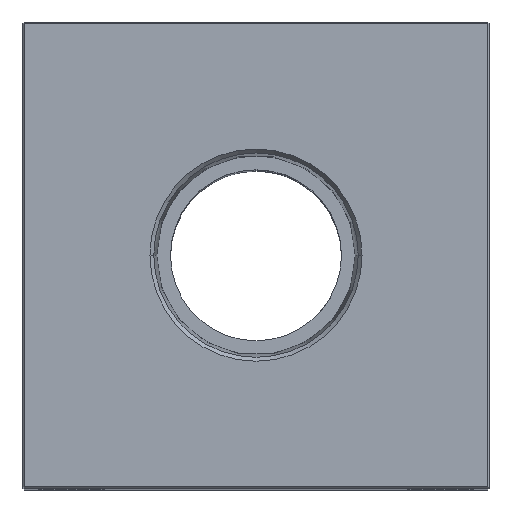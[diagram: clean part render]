
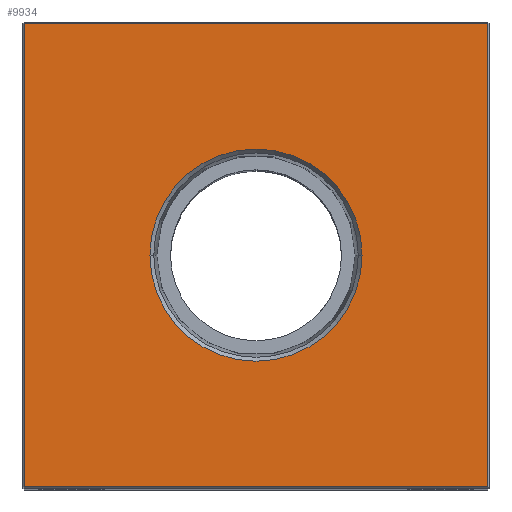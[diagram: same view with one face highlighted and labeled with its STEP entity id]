
A CAD part, top view. The second image highlights one B-rep face of the part: STEP entity #9934.
In plain terms, the highlighted planar face has unit normal (0, 0, 1).
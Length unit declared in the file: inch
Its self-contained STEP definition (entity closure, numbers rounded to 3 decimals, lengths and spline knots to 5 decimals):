
#1117 = CARTESIAN_POINT ( 'NONE',  ( 0., 1.49, 6.25 ) ) ;
#1604 = PLANE ( 'NONE',  #29437 ) ;
#1614 = ORIENTED_EDGE ( 'NONE', *, *, #16090, .T. ) ;
#2343 = CARTESIAN_POINT ( 'NONE',  ( -0.68248, 0., 6.25 ) ) ;
#3496 = CARTESIAN_POINT ( 'NONE',  ( 1.49, 0., 6.25 ) ) ;
#4235 = CARTESIAN_POINT ( 'NONE',  ( -1.49, 0., 6.25 ) ) ;
#4257 = LINE ( 'NONE', #3496, #10917 ) ;
#4394 = CARTESIAN_POINT ( 'NONE',  ( 0., 0., 6.25 ) ) ;
#5558 = ORIENTED_EDGE ( 'NONE', *, *, #24733, .F. ) ;
#6441 = EDGE_CURVE ( 'NONE', #8794, #9488, #4257, .T. ) ;
#6876 = DIRECTION ( 'NONE',  ( -1., 0., 0. ) ) ;
#7005 = VERTEX_POINT ( 'NONE', #30884 ) ;
#7311 = EDGE_CURVE ( 'NONE', #12141, #8794, #16859, .T. ) ;
#8525 = VECTOR ( 'NONE', #31012, 39.37008 ) ;
#8794 = VERTEX_POINT ( 'NONE', #17805 ) ;
#9270 = DIRECTION ( 'NONE',  ( 0., -1., 0. ) ) ;
#9296 = LINE ( 'NONE', #1117, #8525 ) ;
#9488 = VERTEX_POINT ( 'NONE', #18317 ) ;
#9934 = ADVANCED_FACE ( 'NONE', ( #25259, #18578 ), #1604, .F. ) ;
#10917 = VECTOR ( 'NONE', #31027, 39.37008 ) ;
#11584 = AXIS2_PLACEMENT_3D ( 'NONE', #27474, #12423, #29964 ) ;
#12141 = VERTEX_POINT ( 'NONE', #30904 ) ;
#12423 = DIRECTION ( 'NONE',  ( 0., 0., 1. ) ) ;
#12582 = AXIS2_PLACEMENT_3D ( 'NONE', #13997, #31496, #16553 ) ;
#13006 = VERTEX_POINT ( 'NONE', #29816 ) ;
#13997 = CARTESIAN_POINT ( 'NONE',  ( 0., 0., 6.25 ) ) ;
#14739 = CIRCLE ( 'NONE', #12582, 0.68248 ) ;
#16071 = VECTOR ( 'NONE', #19421, 39.37008 ) ;
#16090 = EDGE_CURVE ( 'NONE', #9488, #7005, #9296, .T. ) ;
#16553 = DIRECTION ( 'NONE',  ( 1., 0., 0. ) ) ;
#16859 = LINE ( 'NONE', #32548, #16071 ) ;
#16930 = ORIENTED_EDGE ( 'NONE', *, *, #29023, .T. ) ;
#17797 = ORIENTED_EDGE ( 'NONE', *, *, #6441, .T. ) ;
#17805 = CARTESIAN_POINT ( 'NONE',  ( 1.49, -1.49, 6.25 ) ) ;
#17951 = VECTOR ( 'NONE', #9270, 39.37008 ) ;
#18317 = CARTESIAN_POINT ( 'NONE',  ( 1.49, 1.49, 6.25 ) ) ;
#18430 = CIRCLE ( 'NONE', #11584, 0.68248 ) ;
#18578 = FACE_BOUND ( 'NONE', #23352, .T. ) ;
#19421 = DIRECTION ( 'NONE',  ( 1., 0., 0. ) ) ;
#22033 = DIRECTION ( 'NONE',  ( 0., 0., -1. ) ) ;
#22930 = ORIENTED_EDGE ( 'NONE', *, *, #32137, .F. ) ;
#23352 = EDGE_LOOP ( 'NONE', ( #5558, #22930 ) ) ;
#23577 = VERTEX_POINT ( 'NONE', #2343 ) ;
#23855 = LINE ( 'NONE', #4235, #17951 ) ;
#24733 = EDGE_CURVE ( 'NONE', #13006, #23577, #14739, .T. ) ;
#25259 = FACE_OUTER_BOUND ( 'NONE', #25701, .T. ) ;
#25701 = EDGE_LOOP ( 'NONE', ( #16930, #27879, #17797, #1614 ) ) ;
#27474 = CARTESIAN_POINT ( 'NONE',  ( 0., 0., 6.25 ) ) ;
#27879 = ORIENTED_EDGE ( 'NONE', *, *, #7311, .T. ) ;
#29023 = EDGE_CURVE ( 'NONE', #7005, #12141, #23855, .T. ) ;
#29437 = AXIS2_PLACEMENT_3D ( 'NONE', #4394, #22033, #6876 ) ;
#29816 = CARTESIAN_POINT ( 'NONE',  ( 0.68248, 0., 6.25 ) ) ;
#29964 = DIRECTION ( 'NONE',  ( 1., 0., 0. ) ) ;
#30884 = CARTESIAN_POINT ( 'NONE',  ( -1.49, 1.49, 6.25 ) ) ;
#30904 = CARTESIAN_POINT ( 'NONE',  ( -1.49, -1.49, 6.25 ) ) ;
#31012 = DIRECTION ( 'NONE',  ( -1., 0., 0. ) ) ;
#31027 = DIRECTION ( 'NONE',  ( 0., 1., 0. ) ) ;
#31496 = DIRECTION ( 'NONE',  ( 0., 0., 1. ) ) ;
#32137 = EDGE_CURVE ( 'NONE', #23577, #13006, #18430, .T. ) ;
#32548 = CARTESIAN_POINT ( 'NONE',  ( 0., -1.49, 6.25 ) ) ;
